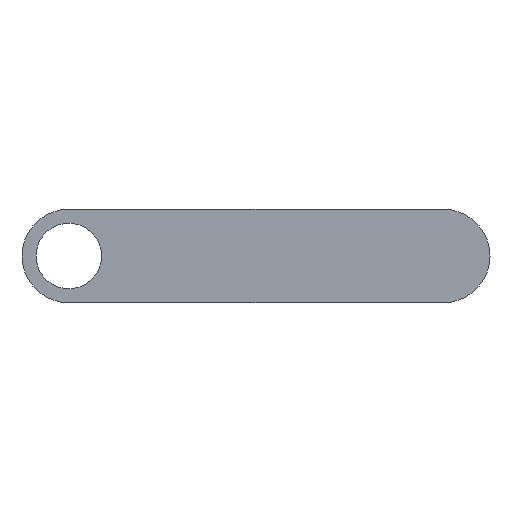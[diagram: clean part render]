
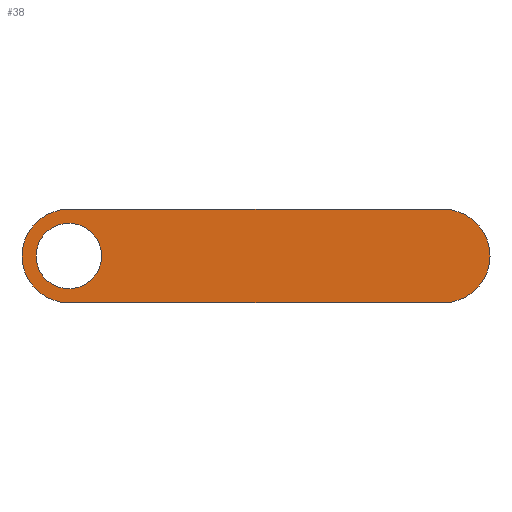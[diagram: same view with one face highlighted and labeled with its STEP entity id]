
A CAD part, front view. The second image highlights one B-rep face of the part: STEP entity #38.
In plain terms, the highlighted planar face has unit normal (0, -1, 0).
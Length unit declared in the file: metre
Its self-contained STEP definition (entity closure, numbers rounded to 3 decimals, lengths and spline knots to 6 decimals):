
#5 = AXIS2_PLACEMENT_3D ( 'NONE', #571, #37, #87 ) ;
#7 = EDGE_CURVE ( 'NONE', #233, #67, #250, .T. ) ;
#9 = DIRECTION ( 'NONE',  ( 0., -1., 0. ) ) ;
#19 = VECTOR ( 'NONE', #294, 1. ) ;
#25 = DIRECTION ( 'NONE',  ( 0., 0., 1. ) ) ;
#37 = DIRECTION ( 'NONE',  ( 0., -1., 0. ) ) ;
#38 = ADVANCED_FACE ( 'NONE', ( #234, #120 ), #528, .F. ) ;
#54 = ORIENTED_EDGE ( 'NONE', *, *, #416, .F. ) ;
#67 = VERTEX_POINT ( 'NONE', #355 ) ;
#74 = AXIS2_PLACEMENT_3D ( 'NONE', #506, #9, #455 ) ;
#81 = CARTESIAN_POINT ( 'NONE',  ( -0.04, -0.02, 0.0035 ) ) ;
#87 = DIRECTION ( 'NONE',  ( 0., 0., 1. ) ) ;
#88 = CIRCLE ( 'NONE', #109, 0.005 ) ;
#91 = ORIENTED_EDGE ( 'NONE', *, *, #7, .T. ) ;
#104 = DIRECTION ( 'NONE',  ( 0., -1., 0. ) ) ;
#109 = AXIS2_PLACEMENT_3D ( 'NONE', #138, #104, #141 ) ;
#120 = FACE_OUTER_BOUND ( 'NONE', #221, .T. ) ;
#137 = ORIENTED_EDGE ( 'NONE', *, *, #505, .T. ) ;
#138 = CARTESIAN_POINT ( 'NONE',  ( 0., -0.02, 0. ) ) ;
#141 = DIRECTION ( 'NONE',  ( 0., 0., -1. ) ) ;
#142 = CIRCLE ( 'NONE', #453, 0.0035 ) ;
#160 = CARTESIAN_POINT ( 'NONE',  ( -0.04, -0.02, -0.005 ) ) ;
#169 = CARTESIAN_POINT ( 'NONE',  ( -0.04, -0.02, 0.005 ) ) ;
#215 = CARTESIAN_POINT ( 'NONE',  ( -0.04, -0.02, 0. ) ) ;
#221 = EDGE_LOOP ( 'NONE', ( #137, #91, #525, #238 ) ) ;
#233 = VERTEX_POINT ( 'NONE', #160 ) ;
#234 = FACE_BOUND ( 'NONE', #469, .T. ) ;
#238 = ORIENTED_EDGE ( 'NONE', *, *, #316, .T. ) ;
#250 = LINE ( 'NONE', #561, #19 ) ;
#294 = DIRECTION ( 'NONE',  ( 1., 0., 0. ) ) ;
#305 = DIRECTION ( 'NONE',  ( -1., 0., 0. ) ) ;
#316 = EDGE_CURVE ( 'NONE', #546, #396, #553, .T. ) ;
#317 = VECTOR ( 'NONE', #305, 1. ) ;
#323 = CIRCLE ( 'NONE', #5, 0.0035 ) ;
#339 = VERTEX_POINT ( 'NONE', #81 ) ;
#341 = CARTESIAN_POINT ( 'NONE',  ( -0.04, -0.02, 0. ) ) ;
#346 = EDGE_CURVE ( 'NONE', #339, #490, #323, .T. ) ;
#355 = CARTESIAN_POINT ( 'NONE',  ( 0., -0.02, -0.005 ) ) ;
#396 = VERTEX_POINT ( 'NONE', #496 ) ;
#404 = ORIENTED_EDGE ( 'NONE', *, *, #346, .F. ) ;
#411 = DIRECTION ( 'NONE',  ( 0., -1., 0. ) ) ;
#416 = EDGE_CURVE ( 'NONE', #490, #339, #142, .T. ) ;
#443 = CIRCLE ( 'NONE', #74, 0.005 ) ;
#453 = AXIS2_PLACEMENT_3D ( 'NONE', #215, #411, #580 ) ;
#455 = DIRECTION ( 'NONE',  ( 0., 0., -1. ) ) ;
#457 = CARTESIAN_POINT ( 'NONE',  ( -0.04, -0.02, -0.0035 ) ) ;
#464 = CARTESIAN_POINT ( 'NONE',  ( 0., -0.02, 0.005 ) ) ;
#469 = EDGE_LOOP ( 'NONE', ( #54, #404 ) ) ;
#480 = DIRECTION ( 'NONE',  ( 0., 1., 0. ) ) ;
#490 = VERTEX_POINT ( 'NONE', #457 ) ;
#496 = CARTESIAN_POINT ( 'NONE',  ( -0.04, -0.02, 0.005 ) ) ;
#505 = EDGE_CURVE ( 'NONE', #396, #233, #443, .T. ) ;
#506 = CARTESIAN_POINT ( 'NONE',  ( -0.04, -0.02, 0. ) ) ;
#525 = ORIENTED_EDGE ( 'NONE', *, *, #555, .T. ) ;
#526 = AXIS2_PLACEMENT_3D ( 'NONE', #341, #480, #25 ) ;
#528 = PLANE ( 'NONE',  #526 ) ;
#546 = VERTEX_POINT ( 'NONE', #464 ) ;
#553 = LINE ( 'NONE', #169, #317 ) ;
#555 = EDGE_CURVE ( 'NONE', #67, #546, #88, .T. ) ;
#561 = CARTESIAN_POINT ( 'NONE',  ( -0.04, -0.02, -0.005 ) ) ;
#571 = CARTESIAN_POINT ( 'NONE',  ( -0.04, -0.02, 0. ) ) ;
#580 = DIRECTION ( 'NONE',  ( 0., 0., 1. ) ) ;
